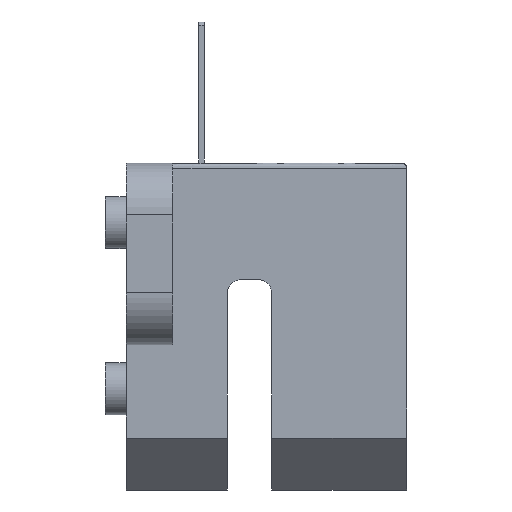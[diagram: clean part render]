
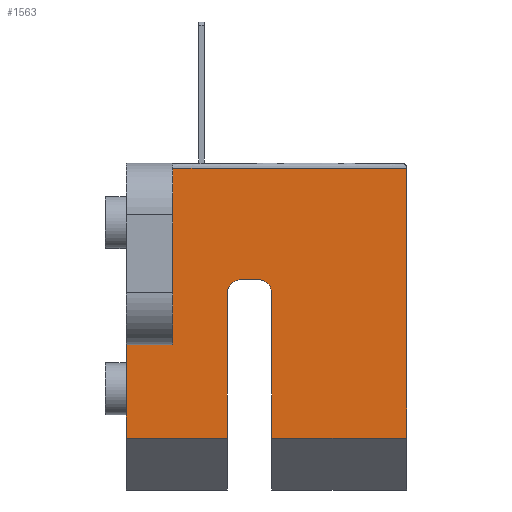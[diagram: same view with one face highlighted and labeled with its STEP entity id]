
A CAD part, left-side view. The second image highlights one B-rep face of the part: STEP entity #1563.
In plain terms, the highlighted free-form (B-spline) face has degree [1, 1] with [2, 2] control points.
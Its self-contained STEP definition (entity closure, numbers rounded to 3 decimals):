
#800 = VERTEX_POINT('',#801);
#801 = CARTESIAN_POINT('',(-4.892,0.,6.091));
#806 = EDGE_CURVE('',#807,#800,#809,.T.);
#807 = VERTEX_POINT('',#808);
#808 = CARTESIAN_POINT('',(-4.892,0.,-4.293));
#809 = B_SPLINE_CURVE_WITH_KNOTS('',1,(#810,#811),.UNSPECIFIED.,.F.,.F.,
  (2,2),(0.,10.4),.PIECEWISE_BEZIER_KNOTS.);
#810 = CARTESIAN_POINT('',(-4.892,0.,-4.293));
#811 = CARTESIAN_POINT('',(-4.892,0.,6.091));
#1461 = EDGE_CURVE('',#1462,#807,#1464,.T.);
#1462 = VERTEX_POINT('',#1463);
#1463 = CARTESIAN_POINT('',(-4.892,5.192,
    -4.293));
#1464 = B_SPLINE_CURVE_WITH_KNOTS('',1,(#1465,#1466),.UNSPECIFIED.,.F.,
  .F.,(2,2),(5.6,10.8),.PIECEWISE_BEZIER_KNOTS.);
#1465 = CARTESIAN_POINT('',(-4.892,5.192,
    -4.293));
#1466 = CARTESIAN_POINT('',(-4.892,0.,-4.293));
#1541 = VERTEX_POINT('',#1542);
#1542 = CARTESIAN_POINT('',(-4.892,6.889,
    -4.293));
#1547 = EDGE_CURVE('',#1548,#1541,#1550,.T.);
#1548 = VERTEX_POINT('',#1549);
#1549 = CARTESIAN_POINT('',(-4.892,10.783,
    -4.293));
#1550 = B_SPLINE_CURVE_WITH_KNOTS('',1,(#1551,#1552),.UNSPECIFIED.,.F.,
  .F.,(2,2),(-0.,3.9),.PIECEWISE_BEZIER_KNOTS.);
#1551 = CARTESIAN_POINT('',(-4.892,10.783,
    -4.293));
#1552 = CARTESIAN_POINT('',(-4.892,6.889,
    -4.293));
#1563 = ADVANCED_FACE('',(#1564),#1630,.F.);
#1564 = FACE_BOUND('',#1565,.T.);
#1565 = EDGE_LOOP('',(#1566,#1567,#1574,#1581,#1588,#1593,#1594,#1601,
    #1609,#1616,#1624,#1629));
#1566 = ORIENTED_EDGE('',*,*,#806,.T.);
#1567 = ORIENTED_EDGE('',*,*,#1568,.T.);
#1568 = EDGE_CURVE('',#800,#1569,#1571,.T.);
#1569 = VERTEX_POINT('',#1570);
#1570 = CARTESIAN_POINT('',(-4.892,8.986,6.091
    ));
#1571 = B_SPLINE_CURVE_WITH_KNOTS('',1,(#1572,#1573),.UNSPECIFIED.,.F.,
  .F.,(2,2),(-10.8,-1.8),.PIECEWISE_BEZIER_KNOTS.);
#1572 = CARTESIAN_POINT('',(-4.892,0.,6.091));
#1573 = CARTESIAN_POINT('',(-4.892,8.986,6.091
    ));
#1574 = ORIENTED_EDGE('',*,*,#1575,.T.);
#1575 = EDGE_CURVE('',#1569,#1576,#1578,.T.);
#1576 = VERTEX_POINT('',#1577);
#1577 = CARTESIAN_POINT('',(-4.892,8.986,
    -0.699));
#1578 = B_SPLINE_CURVE_WITH_KNOTS('',1,(#1579,#1580),.UNSPECIFIED.,.F.,
  .F.,(2,2),(-6.8,-0.),.PIECEWISE_BEZIER_KNOTS.);
#1579 = CARTESIAN_POINT('',(-4.892,8.986,6.091
    ));
#1580 = CARTESIAN_POINT('',(-4.892,8.986,
    -0.699));
#1581 = ORIENTED_EDGE('',*,*,#1582,.T.);
#1582 = EDGE_CURVE('',#1576,#1583,#1585,.T.);
#1583 = VERTEX_POINT('',#1584);
#1584 = CARTESIAN_POINT('',(-4.892,10.783,
    -0.699));
#1585 = B_SPLINE_CURVE_WITH_KNOTS('',1,(#1586,#1587),.UNSPECIFIED.,.F.,
  .F.,(2,2),(0.,1.8),.PIECEWISE_BEZIER_KNOTS.);
#1586 = CARTESIAN_POINT('',(-4.892,8.986,
    -0.699));
#1587 = CARTESIAN_POINT('',(-4.892,10.783,
    -0.699));
#1588 = ORIENTED_EDGE('',*,*,#1589,.F.);
#1589 = EDGE_CURVE('',#1548,#1583,#1590,.T.);
#1590 = B_SPLINE_CURVE_WITH_KNOTS('',1,(#1591,#1592),.UNSPECIFIED.,.F.,
  .F.,(2,2),(0.,3.6),.PIECEWISE_BEZIER_KNOTS.);
#1591 = CARTESIAN_POINT('',(-4.892,10.783,
    -4.293));
#1592 = CARTESIAN_POINT('',(-4.892,10.783,
    -0.699));
#1593 = ORIENTED_EDGE('',*,*,#1547,.T.);
#1594 = ORIENTED_EDGE('',*,*,#1595,.T.);
#1595 = EDGE_CURVE('',#1541,#1596,#1598,.T.);
#1596 = VERTEX_POINT('',#1597);
#1597 = CARTESIAN_POINT('',(-4.892,6.889,
    1.298));
#1598 = B_SPLINE_CURVE_WITH_KNOTS('',1,(#1599,#1600),.UNSPECIFIED.,.F.,
  .F.,(2,2),(0.,5.6),.PIECEWISE_BEZIER_KNOTS.);
#1599 = CARTESIAN_POINT('',(-4.892,6.889,
    -4.293));
#1600 = CARTESIAN_POINT('',(-4.892,6.889,
    1.298));
#1601 = ORIENTED_EDGE('',*,*,#1602,.T.);
#1602 = EDGE_CURVE('',#1596,#1603,#1605,.T.);
#1603 = VERTEX_POINT('',#1604);
#1604 = CARTESIAN_POINT('',(-4.892,6.39,
    1.797));
#1605 = ( BOUNDED_CURVE() B_SPLINE_CURVE(2,(#1606,#1607,#1608),
.UNSPECIFIED.,.F.,.F.) B_SPLINE_CURVE_WITH_KNOTS((3,3),(4.712,
6.283),.PIECEWISE_BEZIER_KNOTS.) CURVE() 
GEOMETRIC_REPRESENTATION_ITEM() RATIONAL_B_SPLINE_CURVE((1.,
0.707,1.)) REPRESENTATION_ITEM('') );
#1606 = CARTESIAN_POINT('',(-4.892,6.889,
    1.298));
#1607 = CARTESIAN_POINT('',(-4.892,6.889,
    1.797));
#1608 = CARTESIAN_POINT('',(-4.892,6.39,
    1.797));
#1609 = ORIENTED_EDGE('',*,*,#1610,.T.);
#1610 = EDGE_CURVE('',#1603,#1611,#1613,.T.);
#1611 = VERTEX_POINT('',#1612);
#1612 = CARTESIAN_POINT('',(-4.892,5.691,
    1.797));
#1613 = B_SPLINE_CURVE_WITH_KNOTS('',1,(#1614,#1615),.UNSPECIFIED.,.F.,
  .F.,(2,2),(-0.7,-0.),.PIECEWISE_BEZIER_KNOTS.);
#1614 = CARTESIAN_POINT('',(-4.892,6.39,
    1.797));
#1615 = CARTESIAN_POINT('',(-4.892,5.691,
    1.797));
#1616 = ORIENTED_EDGE('',*,*,#1617,.T.);
#1617 = EDGE_CURVE('',#1611,#1618,#1620,.T.);
#1618 = VERTEX_POINT('',#1619);
#1619 = CARTESIAN_POINT('',(-4.892,5.192,
    1.298));
#1620 = ( BOUNDED_CURVE() B_SPLINE_CURVE(2,(#1621,#1622,#1623),
.UNSPECIFIED.,.F.,.F.) B_SPLINE_CURVE_WITH_KNOTS((3,3),(0.,
1.571),.PIECEWISE_BEZIER_KNOTS.) CURVE() 
GEOMETRIC_REPRESENTATION_ITEM() RATIONAL_B_SPLINE_CURVE((1.,
0.707,1.)) REPRESENTATION_ITEM('') );
#1621 = CARTESIAN_POINT('',(-4.892,5.691,
    1.797));
#1622 = CARTESIAN_POINT('',(-4.892,5.192,
    1.797));
#1623 = CARTESIAN_POINT('',(-4.892,5.192,
    1.298));
#1624 = ORIENTED_EDGE('',*,*,#1625,.T.);
#1625 = EDGE_CURVE('',#1618,#1462,#1626,.T.);
#1626 = B_SPLINE_CURVE_WITH_KNOTS('',1,(#1627,#1628),.UNSPECIFIED.,.F.,
  .F.,(2,2),(0.,5.6),.PIECEWISE_BEZIER_KNOTS.);
#1627 = CARTESIAN_POINT('',(-4.892,5.192,
    1.298));
#1628 = CARTESIAN_POINT('',(-4.892,5.192,
    -4.293));
#1629 = ORIENTED_EDGE('',*,*,#1461,.T.);
#1630 = B_SPLINE_SURFACE_WITH_KNOTS('',1,1,(
    (#1631,#1632)
    ,(#1633,#1634
    )),.UNSPECIFIED.,.F.,.F.,.F.,(2,2),(2,2),(-10.4,0.),
  (-10.8,0.),.PIECEWISE_BEZIER_KNOTS.);
#1631 = CARTESIAN_POINT('',(-4.892,0.,6.091));
#1632 = CARTESIAN_POINT('',(-4.892,10.783,
    6.091));
#1633 = CARTESIAN_POINT('',(-4.892,0.,-4.293));
#1634 = CARTESIAN_POINT('',(-4.892,10.783,
    -4.293));
